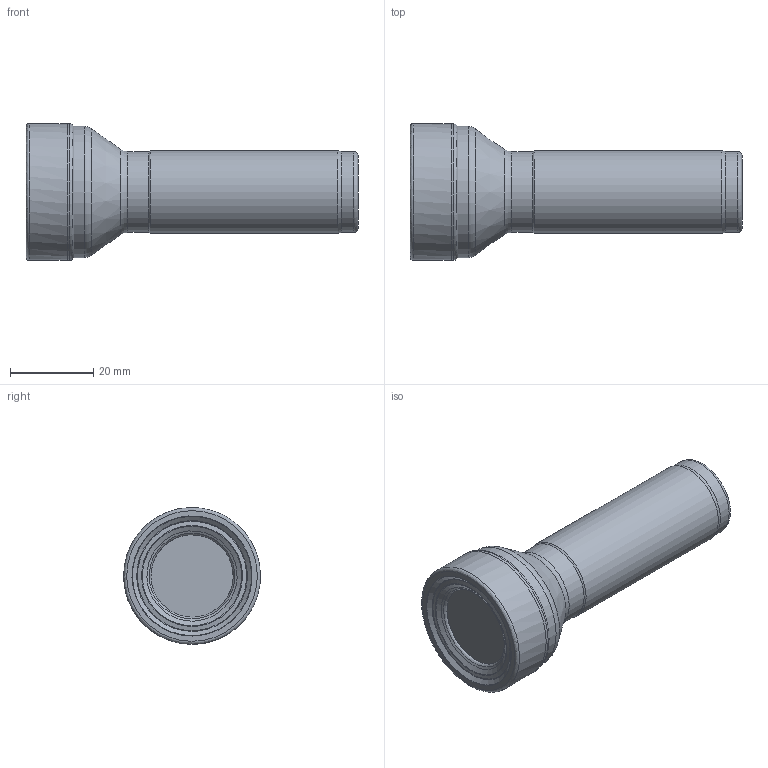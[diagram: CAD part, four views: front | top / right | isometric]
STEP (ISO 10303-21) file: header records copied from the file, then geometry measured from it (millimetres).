
FILE_DESCRIPTION(/* description */ (''),/* implementation_level */ '2;1');
FILE_NAME(/* name */ 'AEM90-XD11T3-D33-C20-L080-Z04-H.stp',/* time_stamp */ '2023-10-27T14:11:45+03:00',/* author */ (''),/* organization */ (''),/* preprocessor_version */ 'ST-DEVELOPER v19.4',/* originating_system */ 'SIEMENS PLM Software NX2306.3001',/* authorisation */ '');
FILE_SCHEMA (('AUTOMOTIVE_DESIGN { 1 0 10303 214 3 1 1 1 }'));
Length unit declared in the file: millimetre
Products named in the file (1): AEM90-XD11T3-D33-C20-L080-Z04-H
Bounding box: 80 x 32.98 x 32.99 mm (x, y, z)
Volume: 38552.9 mm3; surface area: 9769.5 mm2
Topology: 2 solids, 2 shells, 48 faces, 117 edges, 73 vertices
Faces by surface type: revolution 26, torus 8, cone 6, plane 4, cylinder 4
Full cylindrical faces by diameter (mm): 19.5 x2, 20 x1, 31.6 x1
Entity records: 1232 total; most frequent: DIRECTION 204, CARTESIAN_POINT 169, EDGE_LOOP 94, ORIENTED_EDGE 94, FACE_BOUND 92, AXIS2_PLACEMENT_3D 82, ADVANCED_FACE 48, VERTEX_POINT 47
